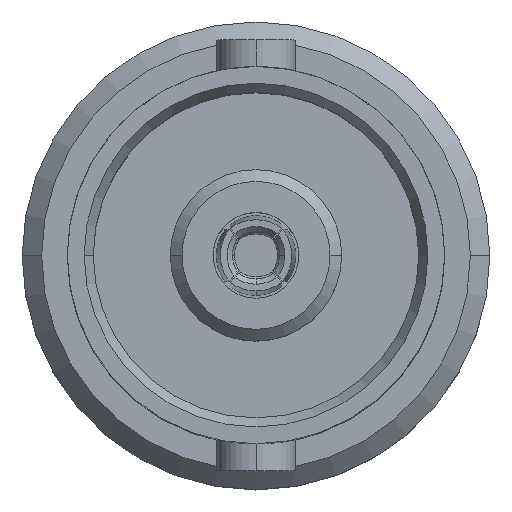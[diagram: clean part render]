
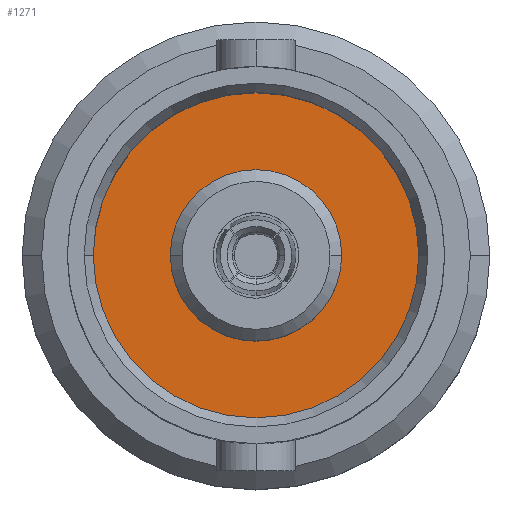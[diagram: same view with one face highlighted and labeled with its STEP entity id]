
A CAD part, top view. The second image highlights one B-rep face of the part: STEP entity #1271.
In plain terms, the highlighted planar face has unit normal (0, 0, 1).
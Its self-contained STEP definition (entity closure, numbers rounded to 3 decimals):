
#143 = FACE_BOUND ( 'NONE', #5492, .T. ) ;
#147 = FACE_OUTER_BOUND ( 'NONE', #4390, .T. ) ;
#1008 = EDGE_CURVE ( 'NONE', #4302, #5924, #6722, .T. ) ;
#1032 = AXIS2_PLACEMENT_3D ( 'NONE', #2394, #4038, #2487 ) ;
#1271 = ADVANCED_FACE ( 'NONE', ( #143, #147 ), #5683, .T. ) ;
#1571 = CARTESIAN_POINT ( 'NONE',  ( 2.198, 0., -7. ) ) ;
#1628 = CARTESIAN_POINT ( 'NONE',  ( 4.175, 0., -7. ) ) ;
#2233 = CARTESIAN_POINT ( 'NONE',  ( -4.175, 0., -7. ) ) ;
#2394 = CARTESIAN_POINT ( 'NONE',  ( 0., 0., -7. ) ) ;
#2438 = AXIS2_PLACEMENT_3D ( 'NONE', #3790, #3791, #3792 ) ;
#2445 = AXIS2_PLACEMENT_3D ( 'NONE', #3837, #3838, #3839 ) ;
#2458 = AXIS2_PLACEMENT_3D ( 'NONE', #3900, #3901, #3902 ) ;
#2487 = DIRECTION ( 'NONE',  ( 1., 0., 0. ) ) ;
#2637 = VERTEX_POINT ( 'NONE', #1628 ) ;
#2802 = CARTESIAN_POINT ( 'NONE',  ( -2.198, 0., -7. ) ) ;
#3654 = CIRCLE ( 'NONE', #2438, 4.175 ) ;
#3683 = CIRCLE ( 'NONE', #2445, 2.198 ) ;
#3722 = CIRCLE ( 'NONE', #2458, 4.175 ) ;
#3790 = CARTESIAN_POINT ( 'NONE',  ( 0., 0., -7. ) ) ;
#3791 = DIRECTION ( 'NONE',  ( 0., 0., 1. ) ) ;
#3792 = DIRECTION ( 'NONE',  ( 1., 0., 0. ) ) ;
#3837 = CARTESIAN_POINT ( 'NONE',  ( 0., 0., -7. ) ) ;
#3838 = DIRECTION ( 'NONE',  ( 0., 0., 1. ) ) ;
#3839 = DIRECTION ( 'NONE',  ( 1., 0., 0. ) ) ;
#3900 = CARTESIAN_POINT ( 'NONE',  ( 0., 0., -7. ) ) ;
#3901 = DIRECTION ( 'NONE',  ( 0., 0., 1. ) ) ;
#3902 = DIRECTION ( 'NONE',  ( 1., 0., 0. ) ) ;
#4038 = DIRECTION ( 'NONE',  ( 0., 0., 1. ) ) ;
#4302 = VERTEX_POINT ( 'NONE', #2802 ) ;
#4390 = EDGE_LOOP ( 'NONE', ( #5082, #5083 ) ) ;
#4431 = AXIS2_PLACEMENT_3D ( 'NONE', #5690, #5691, #5692 ) ;
#5080 = ORIENTED_EDGE ( 'NONE', *, *, #7169, .F. ) ;
#5081 = ORIENTED_EDGE ( 'NONE', *, *, #1008, .F. ) ;
#5082 = ORIENTED_EDGE ( 'NONE', *, *, #7203, .T. ) ;
#5083 = ORIENTED_EDGE ( 'NONE', *, *, #7141, .T. ) ;
#5492 = EDGE_LOOP ( 'NONE', ( #5080, #5081 ) ) ;
#5683 = PLANE ( 'NONE',  #4431 ) ;
#5690 = CARTESIAN_POINT ( 'NONE',  ( 0., 4.175, -7. ) ) ;
#5691 = DIRECTION ( 'NONE',  ( 0., 0., 1. ) ) ;
#5692 = DIRECTION ( 'NONE',  ( 1., 0., 0. ) ) ;
#5924 = VERTEX_POINT ( 'NONE', #1571 ) ;
#6345 = VERTEX_POINT ( 'NONE', #2233 ) ;
#6722 = CIRCLE ( 'NONE', #1032, 2.198 ) ;
#7141 = EDGE_CURVE ( 'NONE', #6345, #2637, #3654, .T. ) ;
#7169 = EDGE_CURVE ( 'NONE', #5924, #4302, #3683, .T. ) ;
#7203 = EDGE_CURVE ( 'NONE', #2637, #6345, #3722, .T. ) ;
